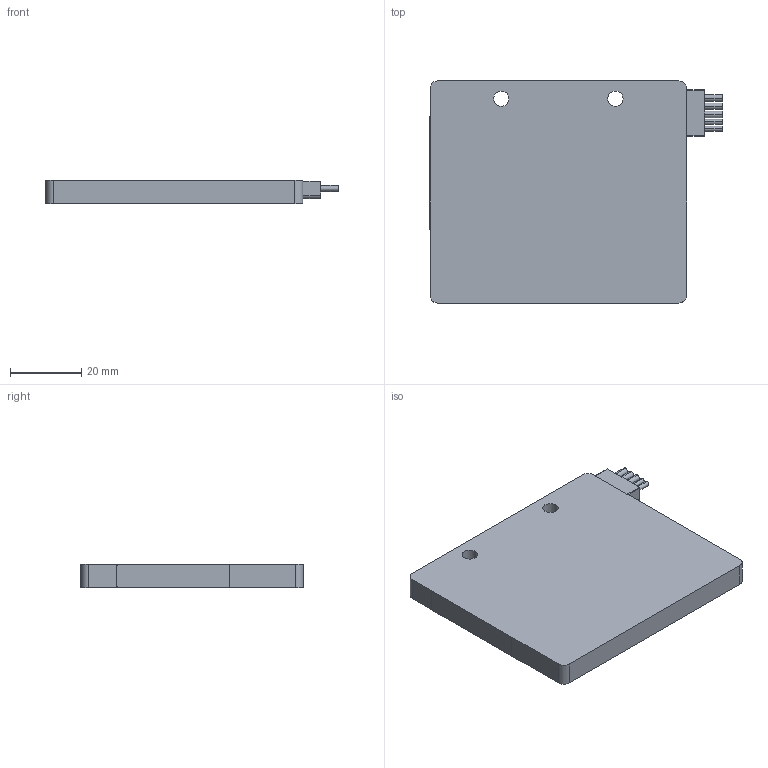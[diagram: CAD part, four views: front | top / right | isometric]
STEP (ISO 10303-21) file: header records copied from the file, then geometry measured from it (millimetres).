
FILE_DESCRIPTION((''),'2;1');
FILE_NAME('1268435-01','2019-02-08T10:28:46',('ch52332'),(''),'CREO PARAMETRIC BY PTC INC, 2017380','CREO PARAMETRIC BY PTC INC, 2017380','');
FILE_SCHEMA(('AUTOMOTIVE_DESIGN { 1 0 10303 214 1 1 1 1 }'));
Length unit declared in the file: millimetre
Products named in the file (1): 1268435-01
Bounding box: 82.1 x 62.3 x 6.5 mm (x, y, z)
Volume: 29330.6 mm3; surface area: 11112 mm2
Topology: 1 solids, 1 shells, 47 faces, 114 edges, 76 vertices
Faces by surface type: cylinder 26, plane 21
Entity records: 1693 total; most frequent: DIRECTION 260, CARTESIAN_POINT 239, ORIENTED_EDGE 228, EDGE_CURVE 114, AXIS2_PLACEMENT_3D 99, VERTEX_POINT 76, VECTOR 62, LINE 62
